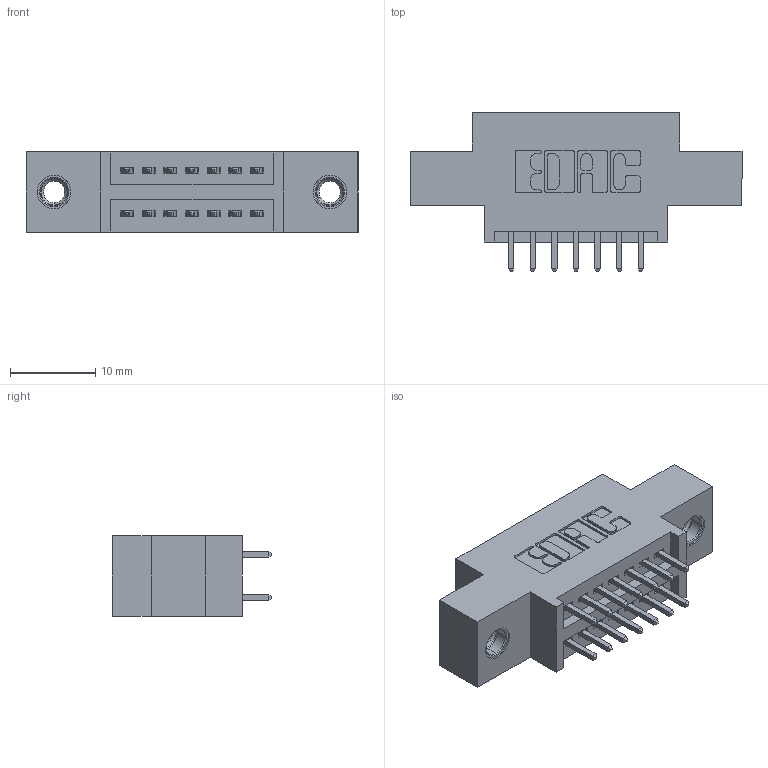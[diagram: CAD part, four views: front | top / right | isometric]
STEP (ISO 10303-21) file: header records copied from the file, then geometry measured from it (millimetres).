
FILE_DESCRIPTION (( 'STEP AP203' ), '1' );
FILE_NAME ('345-014-521-807.STEP', '2019-10-26T17:47:24', ( '' ), ( '' ), 'SwSTEP 2.0', 'SolidWorks 2016', '' );
FILE_SCHEMA (( 'CONFIG_CONTROL_DESIGN' ));
Length unit declared in the file: inch
Products named in the file (4): 345-014-521-807; 345-292-001_345-293-121; 345-250-001_345-250-005-103; 345 Part_0.170 Offset - 0.156 Dia-TI
Assembly tree (17 placements, depth 2):
  345-014-521-807
    345 Part_0.170 Offset - 0.156 Dia-TI
    345-292-001_345-293-121  x14
    345-250-001_345-250-005-103  x2
Bounding box: 38.99 x 18.72 x 9.4 mm (x, y, z)
Volume: 3329.9 mm3; surface area: 4378.5 mm2
Topology: 17 solids, 17 shells, 890 faces, 2575 edges, 1690 vertices
Faces by surface type: plane 578, cylinder 296, cone 12, torus 4
Entity records: 11540 total; most frequent: CARTESIAN_POINT 1951, ORIENTED_EDGE 1878, DIRECTION 1789, EDGE_CURVE 939, VECTOR 759, LINE 759, VERTEX_POINT 620, AXIS2_PLACEMENT_3D 515
